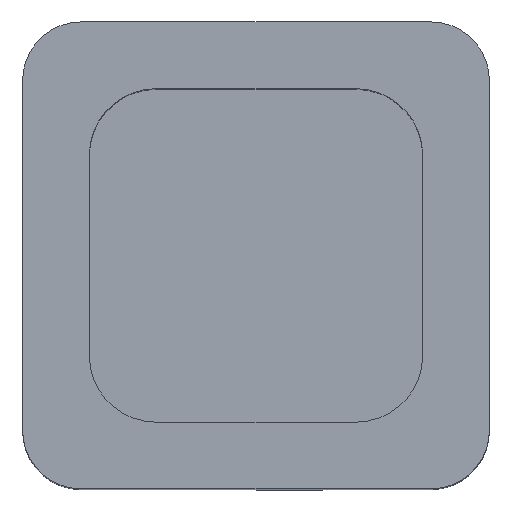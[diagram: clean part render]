
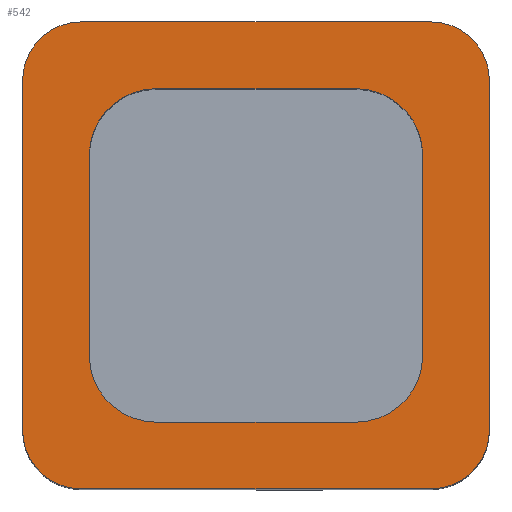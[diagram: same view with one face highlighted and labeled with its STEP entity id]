
A CAD part, top view. The second image highlights one B-rep face of the part: STEP entity #542.
In plain terms, the highlighted planar face has unit normal (0, 0, 1).
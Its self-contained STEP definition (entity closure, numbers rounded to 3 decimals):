
#27=FACE_BOUND('',#202,.T.);
#34=LINE('',#819,#82);
#41=LINE('',#833,#89);
#46=LINE('',#843,#94);
#51=LINE('',#857,#99);
#55=LINE('',#869,#103);
#59=LINE('',#881,#107);
#71=LINE('',#925,#119);
#74=LINE('',#937,#122);
#82=VECTOR('',#651,10.);
#89=VECTOR('',#660,10.);
#94=VECTOR('',#667,10.);
#99=VECTOR('',#680,10.);
#103=VECTOR('',#692,10.);
#107=VECTOR('',#704,10.);
#119=VECTOR('',#758,10.);
#122=VECTOR('',#775,10.);
#140=PLANE('',#616);
#170=FACE_OUTER_BOUND('',#201,.T.);
#201=EDGE_LOOP('',(#495,#496,#497,#498,#499,#500,#501,#502));
#202=EDGE_LOOP('',(#503,#504,#505,#506,#507,#508,#509,#510));
#211=CIRCLE('',#575,2.);
#213=CIRCLE('',#579,2.);
#215=CIRCLE('',#583,2.);
#217=CIRCLE('',#587,2.);
#227=CIRCLE('',#608,1.75);
#228=CIRCLE('',#610,1.75);
#229=CIRCLE('',#612,1.75);
#230=CIRCLE('',#615,1.75);
#245=VERTEX_POINT('',#816);
#246=VERTEX_POINT('',#818);
#251=VERTEX_POINT('',#830);
#252=VERTEX_POINT('',#832);
#255=VERTEX_POINT('',#841);
#256=VERTEX_POINT('',#842);
#259=VERTEX_POINT('',#850);
#261=VERTEX_POINT('',#856);
#263=VERTEX_POINT('',#862);
#265=VERTEX_POINT('',#868);
#267=VERTEX_POINT('',#874);
#269=VERTEX_POINT('',#880);
#279=VERTEX_POINT('',#922);
#280=VERTEX_POINT('',#924);
#281=VERTEX_POINT('',#932);
#282=VERTEX_POINT('',#936);
#297=EDGE_CURVE('',#246,#245,#34,.T.);
#304=EDGE_CURVE('',#252,#251,#41,.T.);
#309=EDGE_CURVE('',#255,#256,#46,.T.);
#313=EDGE_CURVE('',#259,#255,#211,.T.);
#316=EDGE_CURVE('',#261,#259,#51,.T.);
#319=EDGE_CURVE('',#263,#261,#213,.T.);
#322=EDGE_CURVE('',#265,#263,#55,.T.);
#325=EDGE_CURVE('',#267,#265,#215,.T.);
#328=EDGE_CURVE('',#269,#267,#59,.T.);
#331=EDGE_CURVE('',#256,#269,#217,.T.);
#350=EDGE_CURVE('',#280,#279,#71,.T.);
#352=EDGE_CURVE('',#251,#280,#227,.T.);
#353=EDGE_CURVE('',#245,#252,#228,.T.);
#354=EDGE_CURVE('',#281,#246,#229,.T.);
#356=EDGE_CURVE('',#282,#281,#74,.T.);
#358=EDGE_CURVE('',#279,#282,#230,.T.);
#495=ORIENTED_EDGE('',*,*,#358,.T.);
#496=ORIENTED_EDGE('',*,*,#356,.T.);
#497=ORIENTED_EDGE('',*,*,#354,.T.);
#498=ORIENTED_EDGE('',*,*,#297,.T.);
#499=ORIENTED_EDGE('',*,*,#353,.T.);
#500=ORIENTED_EDGE('',*,*,#304,.T.);
#501=ORIENTED_EDGE('',*,*,#352,.T.);
#502=ORIENTED_EDGE('',*,*,#350,.T.);
#503=ORIENTED_EDGE('',*,*,#309,.T.);
#504=ORIENTED_EDGE('',*,*,#331,.T.);
#505=ORIENTED_EDGE('',*,*,#328,.T.);
#506=ORIENTED_EDGE('',*,*,#325,.T.);
#507=ORIENTED_EDGE('',*,*,#322,.T.);
#508=ORIENTED_EDGE('',*,*,#319,.T.);
#509=ORIENTED_EDGE('',*,*,#316,.T.);
#510=ORIENTED_EDGE('',*,*,#313,.T.);
#542=ADVANCED_FACE('',(#170,#27),#140,.T.);
#575=AXIS2_PLACEMENT_3D('',#851,#673,#674);
#579=AXIS2_PLACEMENT_3D('',#863,#685,#686);
#583=AXIS2_PLACEMENT_3D('',#875,#697,#698);
#587=AXIS2_PLACEMENT_3D('',#886,#709,#710);
#608=AXIS2_PLACEMENT_3D('',#928,#762,#763);
#610=AXIS2_PLACEMENT_3D('',#930,#766,#767);
#612=AXIS2_PLACEMENT_3D('',#933,#770,#771);
#615=AXIS2_PLACEMENT_3D('',#940,#779,#780);
#616=AXIS2_PLACEMENT_3D('',#941,#781,#782);
#651=DIRECTION('',(0.,-1.,0.));
#660=DIRECTION('',(1.,0.,0.));
#667=DIRECTION('',(-1.,0.,0.));
#673=DIRECTION('center_axis',(0.,0.,-1.));
#674=DIRECTION('ref_axis',(0.,-1.,0.));
#680=DIRECTION('',(0.,-1.,0.));
#685=DIRECTION('center_axis',(0.,0.,-1.));
#686=DIRECTION('ref_axis',(1.,0.,0.));
#692=DIRECTION('',(1.,0.,0.));
#697=DIRECTION('center_axis',(0.,0.,-1.));
#698=DIRECTION('ref_axis',(0.,1.,0.));
#704=DIRECTION('',(0.,1.,0.));
#709=DIRECTION('center_axis',(0.,0.,-1.));
#710=DIRECTION('ref_axis',(-1.,0.,0.));
#758=DIRECTION('',(0.,1.,0.));
#762=DIRECTION('center_axis',(0.,0.,1.));
#763=DIRECTION('ref_axis',(0.,-1.,0.));
#766=DIRECTION('center_axis',(0.,0.,1.));
#767=DIRECTION('ref_axis',(-1.,0.,0.));
#770=DIRECTION('center_axis',(0.,0.,1.));
#771=DIRECTION('ref_axis',(0.,1.,0.));
#775=DIRECTION('',(-1.,0.,0.));
#779=DIRECTION('center_axis',(0.,0.,1.));
#780=DIRECTION('ref_axis',(1.,0.,0.));
#781=DIRECTION('center_axis',(0.,0.,1.));
#782=DIRECTION('ref_axis',(1.,0.,0.));
#816=CARTESIAN_POINT('',(0.,1.75,15.));
#818=CARTESIAN_POINT('',(0.,12.25,15.));
#819=CARTESIAN_POINT('',(0.,14.,15.));
#830=CARTESIAN_POINT('',(12.25,0.,15.));
#832=CARTESIAN_POINT('',(1.75,0.,15.));
#833=CARTESIAN_POINT('',(0.,0.,15.));
#841=CARTESIAN_POINT('',(10.,2.,15.));
#842=CARTESIAN_POINT('',(4.,2.,15.));
#843=CARTESIAN_POINT('',(8.5,2.,15.));
#850=CARTESIAN_POINT('',(12.,4.,15.));
#851=CARTESIAN_POINT('Origin',(10.,4.,15.));
#856=CARTESIAN_POINT('',(12.,10.,15.));
#857=CARTESIAN_POINT('',(12.,8.5,15.));
#862=CARTESIAN_POINT('',(10.,12.,15.));
#863=CARTESIAN_POINT('Origin',(10.,10.,15.));
#868=CARTESIAN_POINT('',(4.,12.,15.));
#869=CARTESIAN_POINT('',(5.5,12.,15.));
#874=CARTESIAN_POINT('',(2.,10.,15.));
#875=CARTESIAN_POINT('Origin',(4.,10.,15.));
#880=CARTESIAN_POINT('',(2.,4.,15.));
#881=CARTESIAN_POINT('',(2.,5.5,15.));
#886=CARTESIAN_POINT('Origin',(4.,4.,15.));
#922=CARTESIAN_POINT('',(14.,12.25,15.));
#924=CARTESIAN_POINT('',(14.,1.75,15.));
#925=CARTESIAN_POINT('',(14.,0.,15.));
#928=CARTESIAN_POINT('Origin',(12.25,1.75,15.));
#930=CARTESIAN_POINT('Origin',(1.75,1.75,15.));
#932=CARTESIAN_POINT('',(1.75,14.,15.));
#933=CARTESIAN_POINT('Origin',(1.75,12.25,15.));
#936=CARTESIAN_POINT('',(12.25,14.,15.));
#937=CARTESIAN_POINT('',(14.,14.,15.));
#940=CARTESIAN_POINT('Origin',(12.25,12.25,15.));
#941=CARTESIAN_POINT('Origin',(7.,7.,15.));
